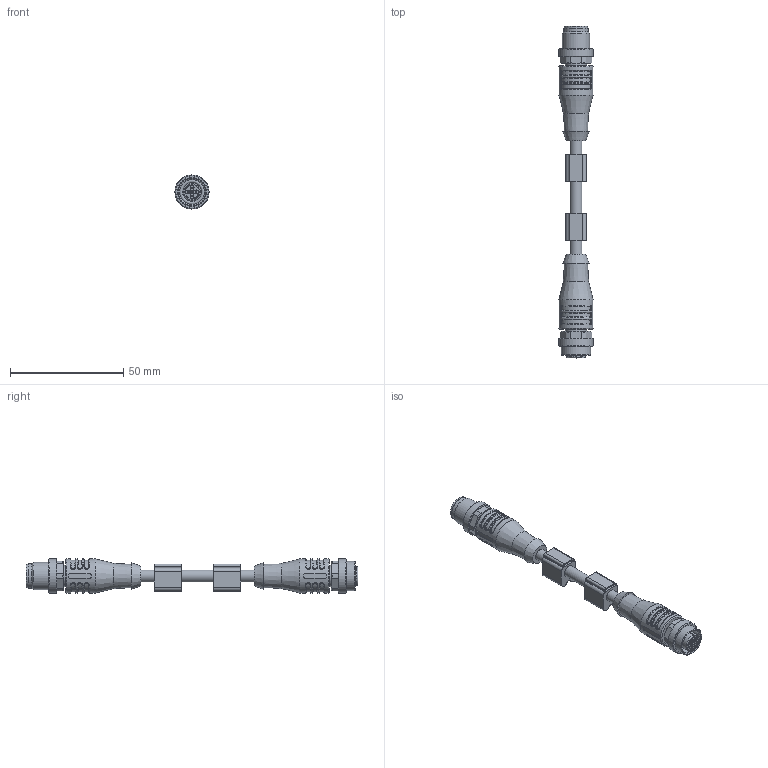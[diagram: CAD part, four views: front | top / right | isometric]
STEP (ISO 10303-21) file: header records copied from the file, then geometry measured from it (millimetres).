
FILE_DESCRIPTION(/* description */ (''),/* implementation_level */ '2;1');
FILE_NAME(/* name */ 'PB-WAKSW2-m-PB-WASSW2.stp',/* time_stamp */ '2018-07-18T16:32:17+02:00',/* author */ (''),/* organization */ (''),/* preprocessor_version */ 'ST-DEVELOPER v16',/* originating_system */ 'SIEMENS PLM Software NX 10.0',/* authorisation */ '');
FILE_SCHEMA (('AUTOMOTIVE_DESIGN { 1 0 10303 214 3 1 1 1 }'));
Length unit declared in the file: millimetre
Products named in the file (1): PB-WAKSW2-m-PB-WASSW2
Bounding box: 15 x 146.4 x 15 mm (x, y, z)
Volume: 14456.1 mm3; surface area: 7769.1 mm2
Topology: 1 solids, 1 shells, 593 faces, 1486 edges, 945 vertices
Faces by surface type: plane 204, cylinder 170, bspline 114, extrusion 57, cone 30, torus 14, sphere 4
Full cylindrical faces by diameter (mm): 1 x4, 1.15 x4, 5.2 x3, 8.3 x1, 9.3 x2, 10.5 x1, 10.8 x1, 10.95 x1, 12 x1, 12.3 x1, 12.8 x1, 15 x4
Entity records: 19991 total; most frequent: CARTESIAN_POINT 7895, ORIENTED_EDGE 2782, DIRECTION 2051, EDGE_CURVE 1391, VERTEX_POINT 906, AXIS2_PLACEMENT_3D 749, EDGE_LOOP 703, ADVANCED_FACE 593
